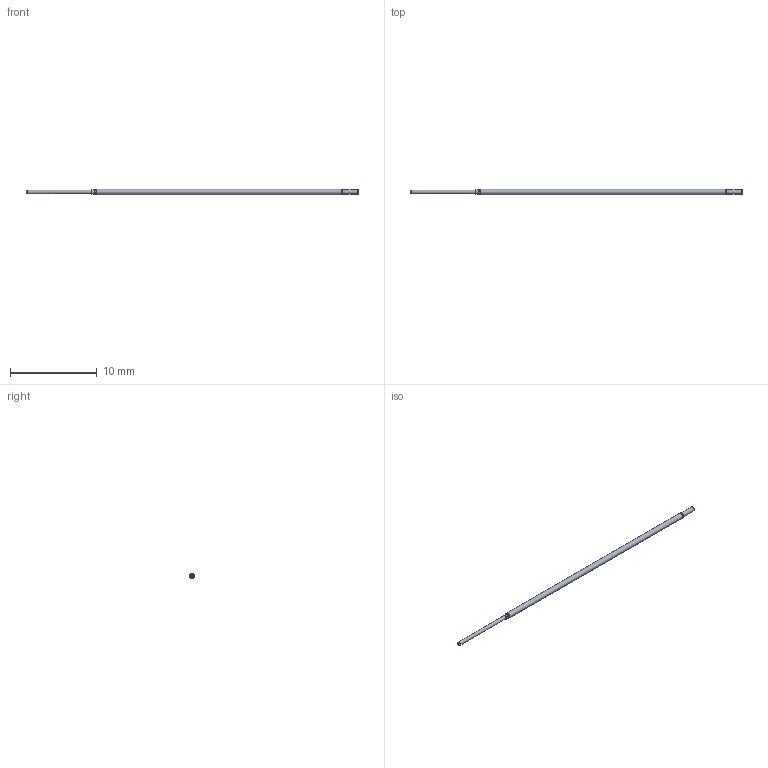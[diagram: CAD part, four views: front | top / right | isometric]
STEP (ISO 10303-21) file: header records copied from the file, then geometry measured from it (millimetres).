
FILE_DESCRIPTION (( 'STEP AP214' ), '1' );
FILE_NAME ('X31-PRP2540_-S.STEP', '2016-11-08T14:45:56', ( '' ), ( '' ), 'SwSTEP 2.0', 'SolidWorks 2016', '' );
FILE_SCHEMA (( 'AUTOMOTIVE_DESIGN' ));
Length unit declared in the file: inch
Products named in the file (1): X31-PRP2540_-S
Bounding box: 38.35 x 0.62 x 0.62 mm (x, y, z)
Surface area: 68.9 mm2 (no closed solid volume)
Topology: 0 solids, 1 shells, 14 faces, 29 edges, 17 vertices
Faces by surface type: bspline 6, cylinder 4, plane 2, cone 2
Full cylindrical faces by diameter (mm): 0.404 x1, 0.521 x1, 0.523 x1, 0.617 x1
Entity records: 476 total; most frequent: CARTESIAN_POINT 205, DIRECTION 46, EDGE_LOOP 27, ORIENTED_EDGE 27, FACE_OUTER_BOUND 24, AXIS2_PLACEMENT_3D 23, VERTEX_POINT 14, CIRCLE 14
